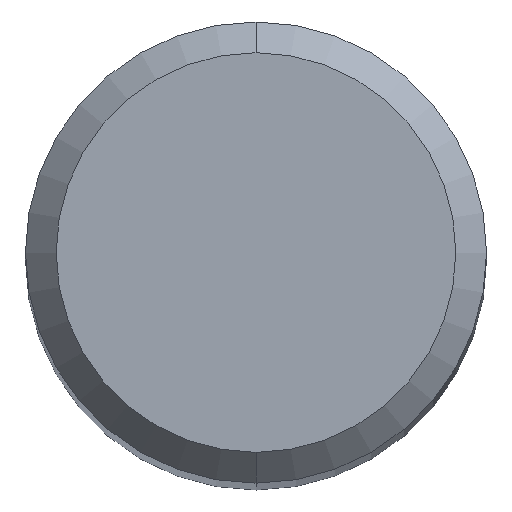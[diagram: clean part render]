
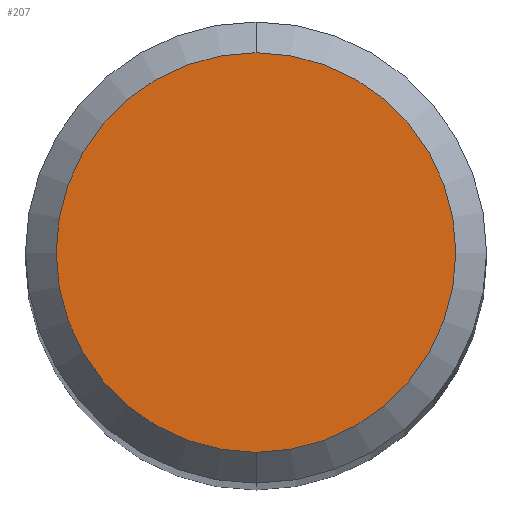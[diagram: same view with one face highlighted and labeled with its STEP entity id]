
A CAD part, top view. The second image highlights one B-rep face of the part: STEP entity #207.
In plain terms, the highlighted planar face has unit normal (0, 0, 1).
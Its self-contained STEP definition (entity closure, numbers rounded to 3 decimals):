
#179=VERTEX_POINT('',#486);
#207=ADVANCED_FACE('',(#517),#518,.T.);
#275=EDGE_CURVE('',#347,#179,#594,.T.);
#347=VERTEX_POINT('',#676);
#387=EDGE_CURVE('',#179,#347,#719,.T.);
#486=CARTESIAN_POINT('',(0.,-2.6,0.0));
#517=FACE_OUTER_BOUND('',#874,.T.);
#518=PLANE('',#875);
#594=CIRCLE('',#1028,2.6);
#676=CARTESIAN_POINT('',(0.0,2.6,0.0));
#719=CIRCLE('',#1272,2.6);
#874=EDGE_LOOP('',(#1472,#1473));
#875=AXIS2_PLACEMENT_3D('',#1474,#1475,#1476);
#1028=AXIS2_PLACEMENT_3D('',#1564,#1565,#1566);
#1272=AXIS2_PLACEMENT_3D('',#1711,#1712,#1713);
#1472=ORIENTED_EDGE('',*,*,#275,.F.);
#1473=ORIENTED_EDGE('',*,*,#387,.F.);
#1474=CARTESIAN_POINT('',(0.0,1.3,0.0));
#1475=DIRECTION('',(-0.0,0.0,1.0));
#1476=DIRECTION('',(0.0,-1.0,0.0));
#1564=CARTESIAN_POINT('',(0.0,0.0,0.0));
#1565=DIRECTION('',(0.0,0.0,-1.0));
#1566=DIRECTION('',(0.0,1.0,0.0));
#1711=CARTESIAN_POINT('',(0.0,0.0,0.0));
#1712=DIRECTION('',(0.0,0.0,-1.0));
#1713=DIRECTION('',(0.0,1.0,0.0));
